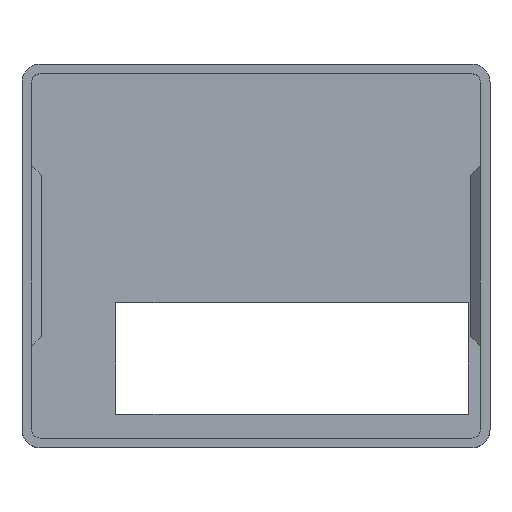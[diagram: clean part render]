
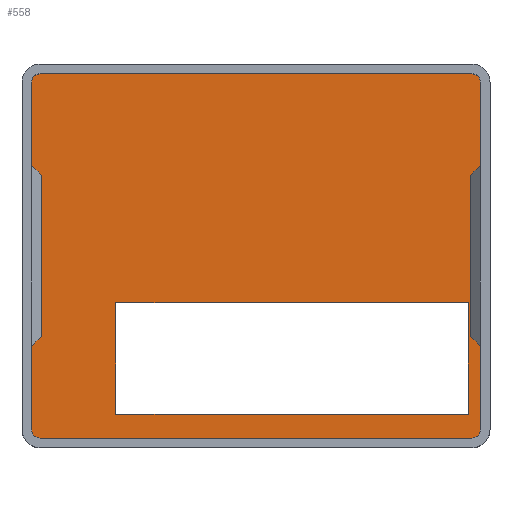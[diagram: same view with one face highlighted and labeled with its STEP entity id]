
A CAD part, top view. The second image highlights one B-rep face of the part: STEP entity #558.
In plain terms, the highlighted planar face has unit normal (0, 0, 1).
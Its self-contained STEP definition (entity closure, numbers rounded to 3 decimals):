
#31=FACE_BOUND('',#66,.T.);
#34=FACE_OUTER_BOUND('',#65,.T.);
#65=EDGE_LOOP('',(#375,#376,#377,#378,#379,#380,#381,#382));
#66=EDGE_LOOP('',(#383,#384,#385,#386));
#99=LINE('',#830,#163);
#100=LINE('',#834,#164);
#101=LINE('',#838,#165);
#102=LINE('',#841,#166);
#103=LINE('',#844,#167);
#104=LINE('',#846,#168);
#105=LINE('',#848,#169);
#106=LINE('',#849,#170);
#163=VECTOR('',#664,10.);
#164=VECTOR('',#667,10.);
#165=VECTOR('',#670,10.);
#166=VECTOR('',#673,10.);
#167=VECTOR('',#674,10.);
#168=VECTOR('',#675,10.);
#169=VECTOR('',#676,10.);
#170=VECTOR('',#677,10.);
#227=CIRCLE('',#606,1.4);
#228=CIRCLE('',#607,1.4);
#229=CIRCLE('',#608,1.4);
#230=CIRCLE('',#609,1.4);
#243=VERTEX_POINT('',#826);
#244=VERTEX_POINT('',#827);
#245=VERTEX_POINT('',#829);
#246=VERTEX_POINT('',#831);
#247=VERTEX_POINT('',#833);
#248=VERTEX_POINT('',#835);
#249=VERTEX_POINT('',#837);
#250=VERTEX_POINT('',#839);
#251=VERTEX_POINT('',#842);
#252=VERTEX_POINT('',#843);
#253=VERTEX_POINT('',#845);
#254=VERTEX_POINT('',#847);
#295=EDGE_CURVE('',#243,#244,#227,.T.);
#296=EDGE_CURVE('',#245,#243,#99,.T.);
#297=EDGE_CURVE('',#246,#245,#228,.T.);
#298=EDGE_CURVE('',#247,#246,#100,.T.);
#299=EDGE_CURVE('',#248,#247,#229,.T.);
#300=EDGE_CURVE('',#249,#248,#101,.T.);
#301=EDGE_CURVE('',#250,#249,#230,.T.);
#302=EDGE_CURVE('',#244,#250,#102,.T.);
#303=EDGE_CURVE('',#251,#252,#103,.T.);
#304=EDGE_CURVE('',#253,#251,#104,.T.);
#305=EDGE_CURVE('',#254,#253,#105,.T.);
#306=EDGE_CURVE('',#252,#254,#106,.T.);
#375=ORIENTED_EDGE('',*,*,#295,.F.);
#376=ORIENTED_EDGE('',*,*,#296,.F.);
#377=ORIENTED_EDGE('',*,*,#297,.F.);
#378=ORIENTED_EDGE('',*,*,#298,.F.);
#379=ORIENTED_EDGE('',*,*,#299,.F.);
#380=ORIENTED_EDGE('',*,*,#300,.F.);
#381=ORIENTED_EDGE('',*,*,#301,.F.);
#382=ORIENTED_EDGE('',*,*,#302,.F.);
#383=ORIENTED_EDGE('',*,*,#303,.F.);
#384=ORIENTED_EDGE('',*,*,#304,.F.);
#385=ORIENTED_EDGE('',*,*,#305,.F.);
#386=ORIENTED_EDGE('',*,*,#306,.F.);
#535=PLANE('',#605);
#558=ADVANCED_FACE('',(#34,#31),#535,.T.);
#605=AXIS2_PLACEMENT_3D('',#825,#660,#661);
#606=AXIS2_PLACEMENT_3D('',#828,#662,#663);
#607=AXIS2_PLACEMENT_3D('',#832,#665,#666);
#608=AXIS2_PLACEMENT_3D('',#836,#668,#669);
#609=AXIS2_PLACEMENT_3D('',#840,#671,#672);
#660=DIRECTION('center_axis',(0.,0.,1.));
#661=DIRECTION('ref_axis',(1.,0.,0.));
#662=DIRECTION('center_axis',(0.,0.,-1.));
#663=DIRECTION('ref_axis',(-0.707,-0.707,0.));
#664=DIRECTION('',(-1.,0.,0.));
#665=DIRECTION('center_axis',(0.,0.,-1.));
#666=DIRECTION('ref_axis',(0.707,-0.707,0.));
#667=DIRECTION('',(0.,-1.,0.));
#668=DIRECTION('center_axis',(0.,0.,-1.));
#669=DIRECTION('ref_axis',(0.707,0.707,0.));
#670=DIRECTION('',(1.,0.,0.));
#671=DIRECTION('center_axis',(0.,0.,-1.));
#672=DIRECTION('ref_axis',(-0.707,0.707,0.));
#673=DIRECTION('',(0.,1.,0.));
#674=DIRECTION('',(-1.,0.,0.));
#675=DIRECTION('',(0.,1.,0.));
#676=DIRECTION('',(1.,0.,0.));
#677=DIRECTION('',(0.,-1.,0.));
#825=CARTESIAN_POINT('Origin',(38.85,-31.85,1.));
#826=CARTESIAN_POINT('',(3.,-62.1,1.));
#827=CARTESIAN_POINT('',(1.6,-60.7,1.));
#828=CARTESIAN_POINT('Origin',(3.,-60.7,1.));
#829=CARTESIAN_POINT('',(74.7,-62.1,1.));
#830=CARTESIAN_POINT('',(19.425,-62.1,1.));
#831=CARTESIAN_POINT('',(76.1,-60.7,1.));
#832=CARTESIAN_POINT('Origin',(74.7,-60.7,1.));
#833=CARTESIAN_POINT('',(76.1,-3.,1.));
#834=CARTESIAN_POINT('',(76.1,-47.775,1.));
#835=CARTESIAN_POINT('',(74.7,-1.6,1.));
#836=CARTESIAN_POINT('Origin',(74.7,-3.,1.));
#837=CARTESIAN_POINT('',(3.,-1.6,1.));
#838=CARTESIAN_POINT('',(58.275,-1.6,1.));
#839=CARTESIAN_POINT('',(1.6,-3.,1.));
#840=CARTESIAN_POINT('Origin',(3.,-3.,1.));
#841=CARTESIAN_POINT('',(1.6,-15.925,1.));
#842=CARTESIAN_POINT('',(74.1,-39.6,1.));
#843=CARTESIAN_POINT('',(15.6,-39.6,1.));
#844=CARTESIAN_POINT('',(27.225,-39.6,1.));
#845=CARTESIAN_POINT('',(74.1,-58.1,1.));
#846=CARTESIAN_POINT('',(74.1,-35.725,1.));
#847=CARTESIAN_POINT('',(15.6,-58.1,1.));
#848=CARTESIAN_POINT('',(56.475,-58.1,1.));
#849=CARTESIAN_POINT('',(15.6,-44.975,1.));
